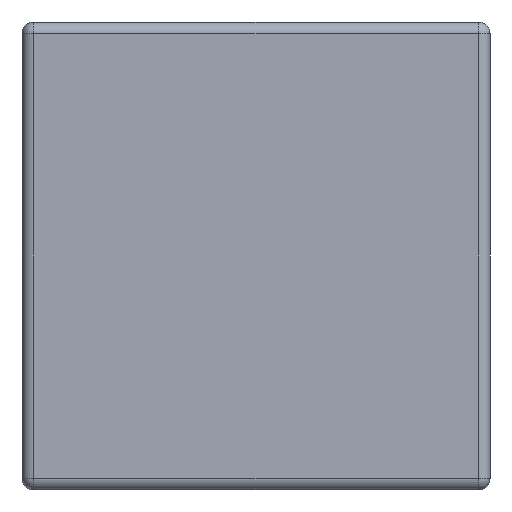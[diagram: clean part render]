
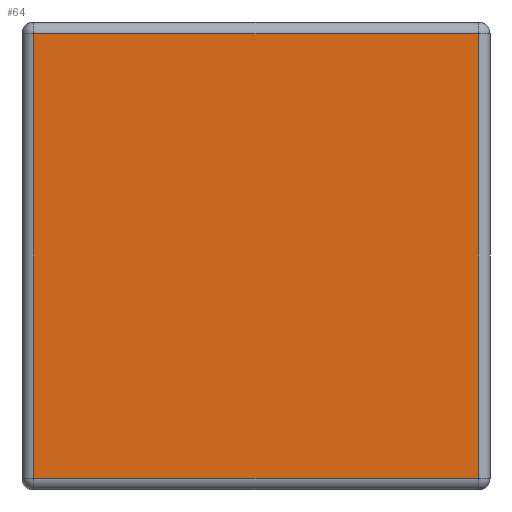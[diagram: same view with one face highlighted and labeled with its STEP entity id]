
A CAD part, front view. The second image highlights one B-rep face of the part: STEP entity #64.
In plain terms, the highlighted planar face has unit normal (0, -1, 0).
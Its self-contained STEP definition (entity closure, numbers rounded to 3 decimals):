
#64 = ADVANCED_FACE( '', ( #146 ), #147, .T. );
#146 = FACE_OUTER_BOUND( '', #246, .T. );
#147 = PLANE( '', #247 );
#246 = EDGE_LOOP( '', ( #344, #345, #346, #347 ) );
#247 = AXIS2_PLACEMENT_3D( '', #348, #349, #350 );
#344 = ORIENTED_EDGE( '', *, *, #573, .T. );
#345 = ORIENTED_EDGE( '', *, *, #574, .T. );
#346 = ORIENTED_EDGE( '', *, *, #575, .T. );
#347 = ORIENTED_EDGE( '', *, *, #576, .T. );
#348 = CARTESIAN_POINT( '', ( -0.4, -0.3, -0.4 ) );
#349 = DIRECTION( '', ( 0., -1., 0. ) );
#350 = DIRECTION( '', ( 0., 0., -1. ) );
#573 = EDGE_CURVE( '', #664, #665, #666, .T. );
#574 = EDGE_CURVE( '', #665, #667, #668, .T. );
#575 = EDGE_CURVE( '', #667, #660, #669, .T. );
#576 = EDGE_CURVE( '', #660, #664, #670, .T. );
#660 = VERTEX_POINT( '', #784 );
#664 = VERTEX_POINT( '', #788 );
#665 = VERTEX_POINT( '', #789 );
#666 = LINE( '', #790, #791 );
#667 = VERTEX_POINT( '', #792 );
#668 = LINE( '', #793, #794 );
#669 = LINE( '', #795, #796 );
#670 = LINE( '', #797, #798 );
#784 = CARTESIAN_POINT( '', ( 0.38, -0.3, 0.38 ) );
#788 = CARTESIAN_POINT( '', ( -0.38, -0.3, 0.38 ) );
#789 = CARTESIAN_POINT( '', ( -0.38, -0.3, -0.38 ) );
#790 = CARTESIAN_POINT( '', ( -0.38, -0.3, -0.4 ) );
#791 = VECTOR( '', #949, 1000. );
#792 = CARTESIAN_POINT( '', ( 0.38, -0.3, -0.38 ) );
#793 = CARTESIAN_POINT( '', ( 0.4, -0.3, -0.38 ) );
#794 = VECTOR( '', #950, 1000. );
#795 = CARTESIAN_POINT( '', ( 0.38, -0.3, 0.4 ) );
#796 = VECTOR( '', #951, 1000. );
#797 = CARTESIAN_POINT( '', ( -0.4, -0.3, 0.38 ) );
#798 = VECTOR( '', #952, 1000. );
#949 = DIRECTION( '', ( 0., 0., -1. ) );
#950 = DIRECTION( '', ( 1., 0., 0. ) );
#951 = DIRECTION( '', ( 0., 0., 1. ) );
#952 = DIRECTION( '', ( -1., 0., 0. ) );
